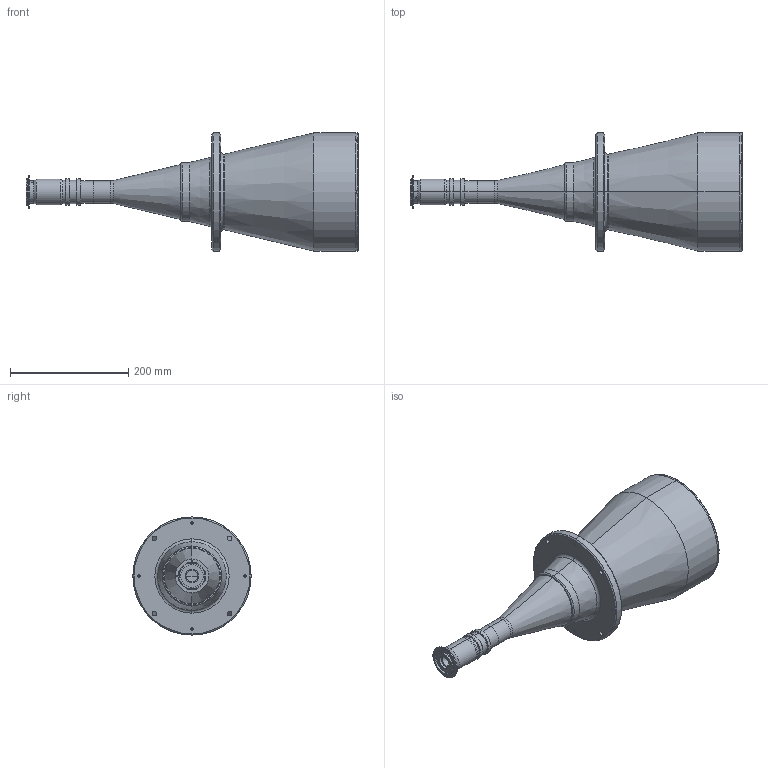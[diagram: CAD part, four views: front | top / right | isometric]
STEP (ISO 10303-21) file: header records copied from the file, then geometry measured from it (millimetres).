
FILE_DESCRIPTION (( 'STEP AP214' ), '1' );
FILE_NAME ('4M144_F.STEP', '2013-04-30T10:39:18', ( 'Work' ), ( '' ), 'SwSTEP 2.0', 'SolidWorks 2013', '' );
FILE_SCHEMA (( 'AUTOMOTIVE_DESIGN' ));
Length unit declared in the file: millimetre
Products named in the file (1): 4M144_F
Bounding box: 562.1 x 200 x 200 mm (x, y, z)
Surface area: 303328.8 mm2 (no closed solid volume)
Topology: 0 solids, 13 shells, 193 faces, 566 edges, 392 vertices
Faces by surface type: cylinder 103, plane 43, cone 30, torus 15, sphere 2
Entity records: 9286 total; most frequent: CARTESIAN_POINT 1760, DIRECTION 1231, ORIENTED_EDGE 975, EDGE_CURVE 566, AXIS2_PLACEMENT_3D 509, VERTEX_POINT 392, CIRCLE 315, EDGE_LOOP 263
